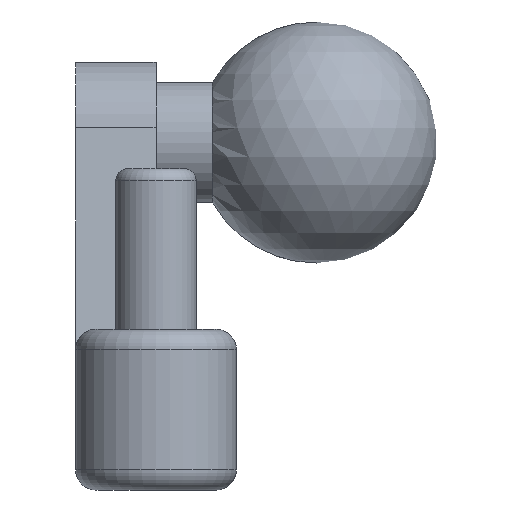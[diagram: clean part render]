
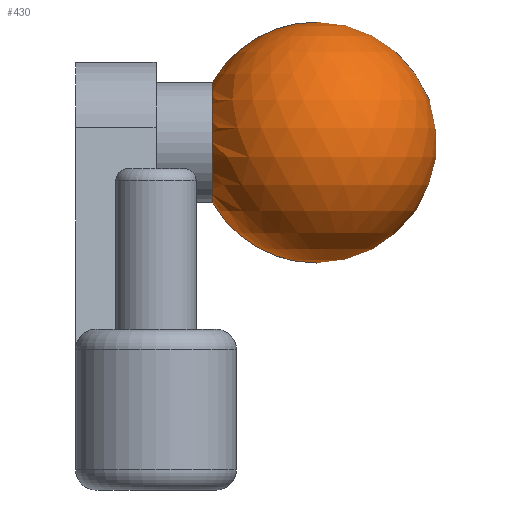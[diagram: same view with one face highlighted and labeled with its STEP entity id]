
A CAD part, front view. The second image highlights one B-rep face of the part: STEP entity #430.
In plain terms, the highlighted spherical face has radius 3 mm.
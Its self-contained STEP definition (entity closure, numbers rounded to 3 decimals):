
#111=FACE_OUTER_BOUND('',#141,.T.);
#141=EDGE_LOOP('',(#303,#304,#305,#306,#307,#308,#309));
#172=CIRCLE('',#477,1.5);
#173=CIRCLE('',#478,1.5);
#174=CIRCLE('',#479,3.);
#175=CIRCLE('',#480,1.5);
#176=CIRCLE('',#481,3.);
#200=VERTEX_POINT('',#693);
#201=VERTEX_POINT('',#694);
#202=VERTEX_POINT('',#696);
#203=VERTEX_POINT('',#698);
#204=VERTEX_POINT('',#701);
#240=EDGE_CURVE('',#200,#201,#172,.T.);
#241=EDGE_CURVE('',#202,#200,#173,.T.);
#242=EDGE_CURVE('',#202,#203,#174,.T.);
#243=EDGE_CURVE('',#201,#202,#175,.T.);
#244=EDGE_CURVE('',#204,#201,#176,.T.);
#303=ORIENTED_EDGE('',*,*,#240,.F.);
#304=ORIENTED_EDGE('',*,*,#241,.F.);
#305=ORIENTED_EDGE('',*,*,#242,.T.);
#306=ORIENTED_EDGE('',*,*,#242,.F.);
#307=ORIENTED_EDGE('',*,*,#243,.F.);
#308=ORIENTED_EDGE('',*,*,#244,.F.);
#309=ORIENTED_EDGE('',*,*,#244,.T.);
#429=SPHERICAL_SURFACE('',#476,3.);
#430=ADVANCED_FACE('',(#111),#429,.T.);
#476=AXIS2_PLACEMENT_3D('',#692,#540,#541);
#477=AXIS2_PLACEMENT_3D('',#695,#542,#543);
#478=AXIS2_PLACEMENT_3D('',#697,#544,#545);
#479=AXIS2_PLACEMENT_3D('',#699,#546,#547);
#480=AXIS2_PLACEMENT_3D('',#700,#548,#549);
#481=AXIS2_PLACEMENT_3D('',#702,#550,#551);
#540=DIRECTION('center_axis',(0.,0.,1.));
#541=DIRECTION('ref_axis',(1.,0.,0.));
#542=DIRECTION('center_axis',(-1.,0.,0.));
#543=DIRECTION('ref_axis',(0.,1.,0.));
#544=DIRECTION('center_axis',(-1.,0.,0.));
#545=DIRECTION('ref_axis',(0.,1.,0.));
#546=DIRECTION('center_axis',(0.,-1.,0.));
#547=DIRECTION('ref_axis',(-1.,0.,0.));
#548=DIRECTION('center_axis',(-1.,0.,0.));
#549=DIRECTION('ref_axis',(0.,1.,0.));
#550=DIRECTION('center_axis',(0.,-1.,0.));
#551=DIRECTION('ref_axis',(-1.,0.,0.));
#692=CARTESIAN_POINT('Origin',(-32.,12.,3.65));
#693=CARTESIAN_POINT('',(-34.598,10.5,3.65));
#694=CARTESIAN_POINT('',(-34.598,12.,5.15));
#695=CARTESIAN_POINT('Origin',(-34.598,12.,3.65));
#696=CARTESIAN_POINT('',(-34.598,12.,2.15));
#697=CARTESIAN_POINT('Origin',(-34.598,12.,3.65));
#698=CARTESIAN_POINT('',(-32.,12.,0.65));
#699=CARTESIAN_POINT('Origin',(-32.,12.,3.65));
#700=CARTESIAN_POINT('Origin',(-34.598,12.,3.65));
#701=CARTESIAN_POINT('',(-32.,12.,6.65));
#702=CARTESIAN_POINT('Origin',(-32.,12.,3.65));
